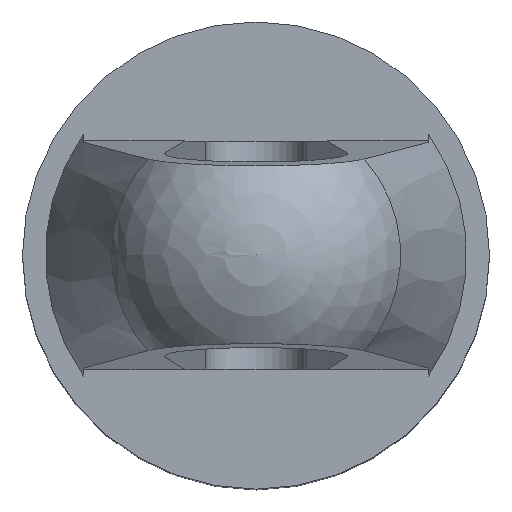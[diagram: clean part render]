
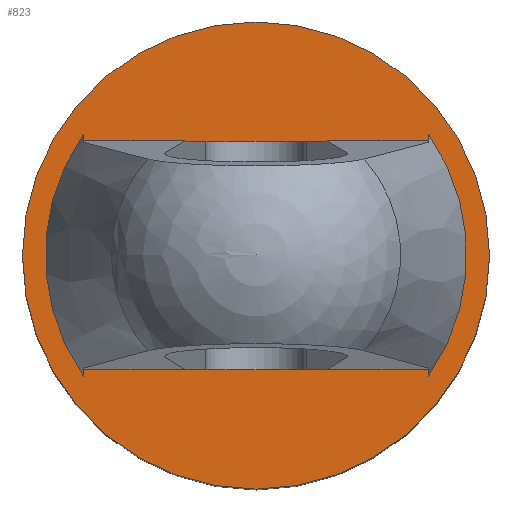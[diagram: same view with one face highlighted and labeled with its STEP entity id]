
A CAD part, top view. The second image highlights one B-rep face of the part: STEP entity #823.
In plain terms, the highlighted planar face has unit normal (0, 0, 1).
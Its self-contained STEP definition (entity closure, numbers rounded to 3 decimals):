
#87=LINE('',#1422,#159);
#88=LINE('',#1423,#160);
#89=LINE('',#1424,#161);
#90=LINE('',#1425,#162);
#159=VECTOR('',#1108,1000.);
#160=VECTOR('',#1109,1000.);
#161=VECTOR('',#1110,1000.);
#162=VECTOR('',#1111,1000.);
#188=PLANE('',#915);
#224=CIRCLE('',#886,1.675);
#225=CIRCLE('',#888,1.675);
#238=CIRCLE('',#914,2.3);
#364=ORIENTED_EDGE('',*,*,#533,.T.);
#365=ORIENTED_EDGE('',*,*,#585,.F.);
#366=ORIENTED_EDGE('',*,*,#586,.F.);
#367=ORIENTED_EDGE('',*,*,#535,.T.);
#368=ORIENTED_EDGE('',*,*,#587,.T.);
#369=ORIENTED_EDGE('',*,*,#588,.T.);
#370=ORIENTED_EDGE('',*,*,#584,.F.);
#533=EDGE_CURVE('',#646,#645,#224,.T.);
#535=EDGE_CURVE('',#647,#648,#225,.T.);
#584=EDGE_CURVE('',#682,#682,#238,.T.);
#585=EDGE_CURVE('',#676,#645,#87,.T.);
#586=EDGE_CURVE('',#647,#676,#88,.T.);
#587=EDGE_CURVE('',#648,#677,#89,.T.);
#588=EDGE_CURVE('',#677,#646,#90,.T.);
#645=VERTEX_POINT('',#1295);
#646=VERTEX_POINT('',#1297);
#647=VERTEX_POINT('',#1301);
#648=VERTEX_POINT('',#1302);
#676=VERTEX_POINT('',#1397);
#677=VERTEX_POINT('',#1400);
#682=VERTEX_POINT('',#1420);
#725=EDGE_LOOP('',(#364,#365,#366,#367,#368,#369));
#726=EDGE_LOOP('',(#370));
#773=FACE_BOUND('',#725,.T.);
#774=FACE_BOUND('',#726,.T.);
#823=ADVANCED_FACE('',(#773,#774),#188,.T.);
#886=AXIS2_PLACEMENT_3D('',#1296,#1021,#1022);
#888=AXIS2_PLACEMENT_3D('',#1300,#1026,#1027);
#914=AXIS2_PLACEMENT_3D('',#1419,#1104,#1105);
#915=AXIS2_PLACEMENT_3D('',#1421,#1106,#1107);
#1021=DIRECTION('',(0.,0.,-1.));
#1022=DIRECTION('',(-1.,0.,0.));
#1026=DIRECTION('',(0.,0.,-1.));
#1027=DIRECTION('',(-1.,0.,0.));
#1104=DIRECTION('',(0.,0.,-1.));
#1105=DIRECTION('',(-1.,0.,0.));
#1106=DIRECTION('',(0.,0.,1.));
#1107=DIRECTION('',(1.,0.,0.));
#1108=DIRECTION('',(-1.,0.,0.));
#1109=DIRECTION('',(-1.,0.,0.));
#1110=DIRECTION('',(-1.,0.,0.));
#1111=DIRECTION('',(-1.,0.,0.));
#1295=CARTESIAN_POINT('',(-1.241,1.125,2.5));
#1296=CARTESIAN_POINT('',(0.,0.,2.5));
#1297=CARTESIAN_POINT('',(-1.241,-1.125,2.5));
#1300=CARTESIAN_POINT('',(0.,0.,2.5));
#1301=CARTESIAN_POINT('',(1.241,1.125,2.5));
#1302=CARTESIAN_POINT('',(1.241,-1.125,2.5));
#1397=CARTESIAN_POINT('',(0.,1.125,2.5));
#1400=CARTESIAN_POINT('',(0.,-1.125,2.5));
#1419=CARTESIAN_POINT('',(0.,0.,2.5));
#1420=CARTESIAN_POINT('',(-2.3,0.,2.5));
#1421=CARTESIAN_POINT('',(-1.675,0.,2.5));
#1422=CARTESIAN_POINT('',(1.7,1.125,2.5));
#1423=CARTESIAN_POINT('',(1.7,1.125,2.5));
#1424=CARTESIAN_POINT('',(1.7,-1.125,2.5));
#1425=CARTESIAN_POINT('',(1.7,-1.125,2.5));
